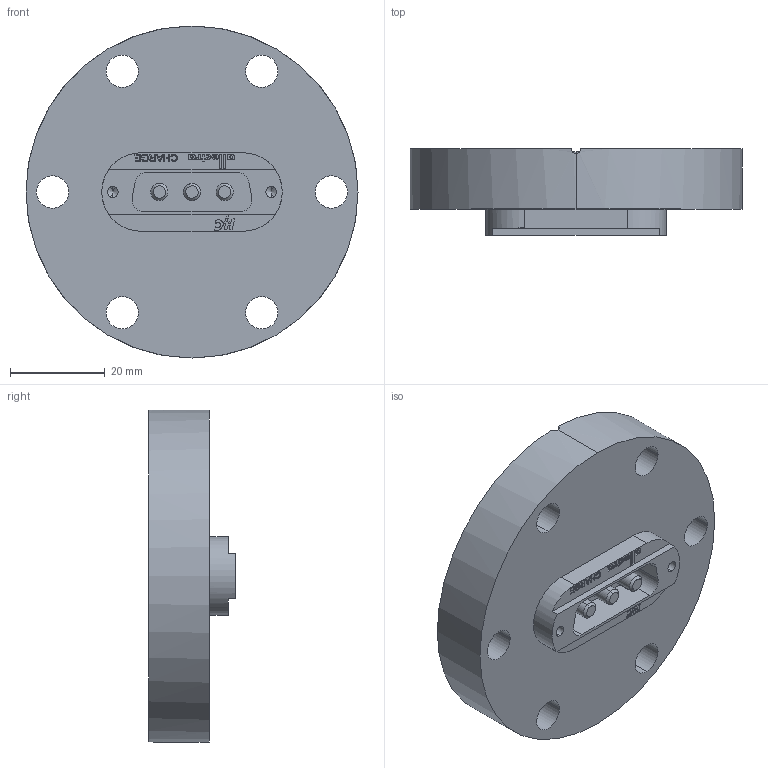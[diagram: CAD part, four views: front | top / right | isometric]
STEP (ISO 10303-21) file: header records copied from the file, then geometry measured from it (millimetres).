
FILE_DESCRIPTION (( 'STEP AP214' ), '1' );
FILE_NAME ('210-X15-3P-C40.STEP', '2020-11-26T14:18:02', ( '' ), ( '' ), 'SwSTEP 2.0', 'SolidWorks 2017', '' );
FILE_SCHEMA (( 'AUTOMOTIVE_DESIGN' ));
Length unit declared in the file: millimetre
Products named in the file (5): 9218-X-X_ 218-X15-3P  Logo-HC; 9212-POWER-PIN-FENI-CU_vergoldet; 9210-D15-C40_DN40 CF; 218-X-X_218-X15-3p   logo; 210-X15-3P-C40
Assembly tree (6 placements, depth 3):
  210-X15-3P-C40
    9210-D15-C40_DN40 CF
    218-X-X_218-X15-3p   logo
      9218-X-X_ 218-X15-3P  Logo-HC
      9212-POWER-PIN-FENI-CU_vergoldet  x3
Bounding box: 69.9 x 18.2 x 69.9 mm (x, y, z)
Volume: 43531.8 mm3; surface area: 16419.4 mm2
Topology: 5 solids, 5 shells, 334 faces, 876 edges, 572 vertices
Faces by surface type: plane 177, cylinder 96, bspline 37, cone 24
Entity records: 11816 total; most frequent: CARTESIAN_POINT 3691, ORIENTED_EDGE 1680, DIRECTION 1532, EDGE_CURVE 840, VECTOR 566, LINE 566, VERTEX_POINT 556, AXIS2_PLACEMENT_3D 483
